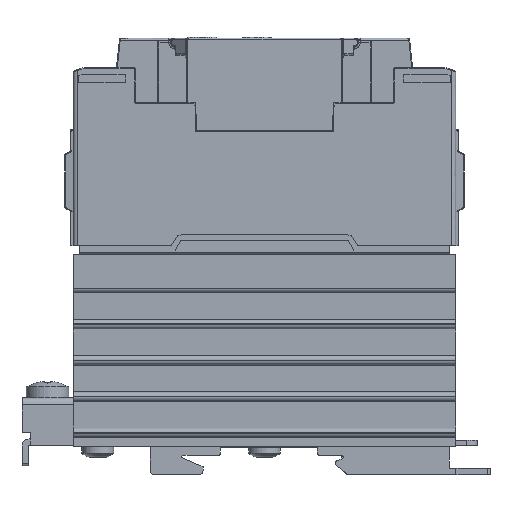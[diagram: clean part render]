
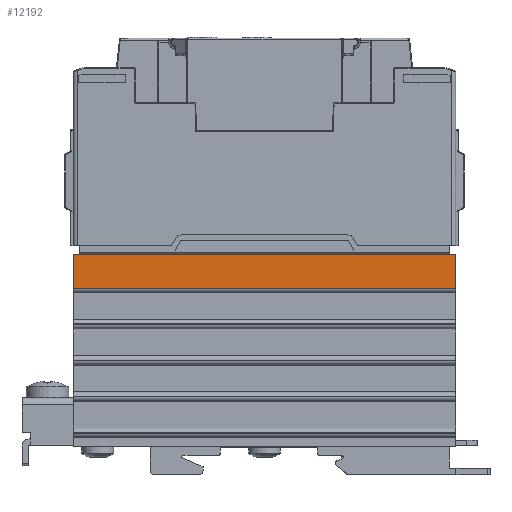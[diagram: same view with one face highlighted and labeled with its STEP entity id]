
A CAD part, left-side view. The second image highlights one B-rep face of the part: STEP entity #12192.
In plain terms, the highlighted planar face has unit normal (-1, 0, 0).
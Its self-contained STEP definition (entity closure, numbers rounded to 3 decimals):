
#9446=CARTESIAN_POINT('',(-17.7,-45.,0.24));
#9447=VERTEX_POINT('',#9446);
#9462=CARTESIAN_POINT('',(-17.7,45.,0.24));
#9463=VERTEX_POINT('',#9462);
#9470=CARTESIAN_POINT('',(-17.7,-45.,0.24));
#9471=DIRECTION('',(0.0,1.0,0.0));
#9472=VECTOR('',#9471,90.0);
#9473=LINE('',#9470,#9472);
#9474=EDGE_CURVE('',#9447,#9463,#9473,.T.);
#9874=CARTESIAN_POINT('',(-17.7,45.,-7.76));
#9875=VERTEX_POINT('',#9874);
#9883=CARTESIAN_POINT('',(-17.7,45.,0.24));
#9884=DIRECTION('',(0.0,0.0,-1.0));
#9885=VECTOR('',#9884,8.0);
#9886=LINE('',#9883,#9885);
#9887=EDGE_CURVE('',#9463,#9875,#9886,.T.);
#10375=CARTESIAN_POINT('',(-17.7,-45.,-7.76));
#10376=VERTEX_POINT('',#10375);
#10377=CARTESIAN_POINT('',(-17.7,-45.,0.24));
#10378=DIRECTION('',(0.0,0.0,-1.0));
#10379=VECTOR('',#10378,8.0);
#10380=LINE('',#10377,#10379);
#10381=EDGE_CURVE('',#9447,#10376,#10380,.T.);
#12176=CARTESIAN_POINT('',(-17.7,-45.,0.24));
#12177=DIRECTION('',(-1.0,0.0,0.0));
#12178=DIRECTION('',(0.0,-1.0,0.0));
#12179=AXIS2_PLACEMENT_3D('',#12176,#12177,#12178);
#12180=PLANE('',#12179);
#12181=ORIENTED_EDGE('',*,*,#10381,.F.);
#12182=ORIENTED_EDGE('',*,*,#9474,.T.);
#12183=ORIENTED_EDGE('',*,*,#9887,.T.);
#12184=CARTESIAN_POINT('',(-17.7,-45.,-7.76));
#12185=DIRECTION('',(0.0,1.0,0.0));
#12186=VECTOR('',#12185,90.0);
#12187=LINE('',#12184,#12186);
#12188=EDGE_CURVE('',#10376,#9875,#12187,.T.);
#12189=ORIENTED_EDGE('',*,*,#12188,.F.);
#12190=EDGE_LOOP('',(#12181,#12182,#12183,#12189));
#12191=FACE_OUTER_BOUND('',#12190,.T.);
#12192=ADVANCED_FACE('',(#12191),#12180,.T.);
